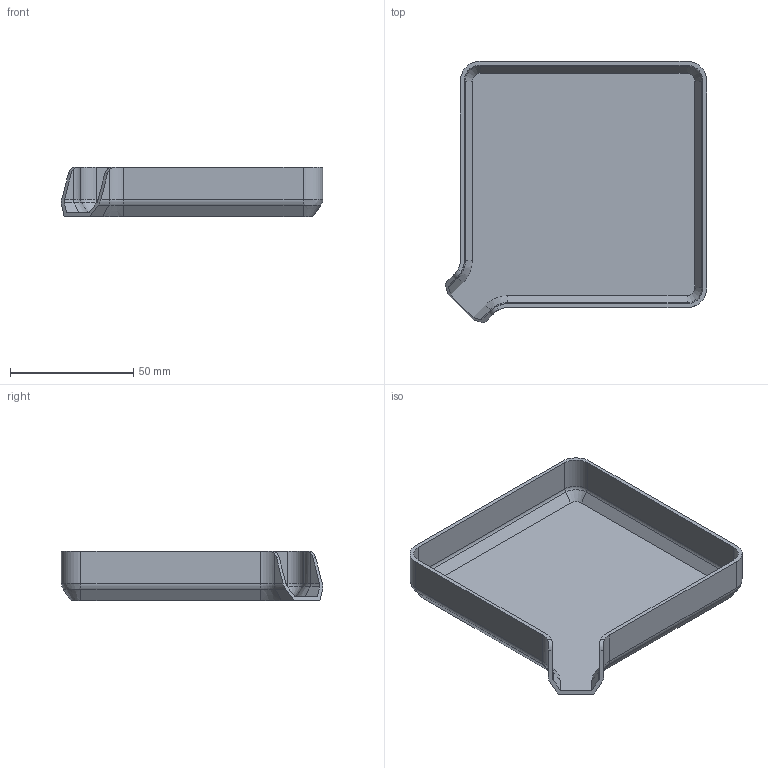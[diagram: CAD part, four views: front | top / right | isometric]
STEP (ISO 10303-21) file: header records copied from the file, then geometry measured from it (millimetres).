
FILE_DESCRIPTION(/* description */ (''),/* implementation_level */ '2;1');
FILE_NAME(/* name */ 'Funnel Tray v2 v2.step',/* time_stamp */ '2022-08-17T03:06:46-04:00',/* author */ (''),/* organization */ (''),/* preprocessor_version */ 'ST-DEVELOPER v19',/* originating_system */ 'Autodesk Translation Framework v11.7.0.108',/* authorisation */ '');
FILE_SCHEMA (('AUTOMOTIVE_DESIGN { 1 0 10303 214 3 1 1 }'));
Length unit declared in the file: millimetre
Products named in the file (1): Funnel Tray v2
Bounding box: 106.12 x 106.11 x 20 mm (x, y, z)
Volume: 25412.3 mm3; surface area: 32438.1 mm2
Topology: 1 solids, 1 shells, 72 faces, 170 edges, 100 vertices
Faces by surface type: plane 28, cylinder 24, cone 10, torus 7, bspline 3
Entity records: 2099 total; most frequent: CARTESIAN_POINT 387, DIRECTION 374, ORIENTED_EDGE 340, EDGE_CURVE 170, AXIS2_PLACEMENT_3D 138, VERTEX_POINT 100, LINE 98, VECTOR 98
